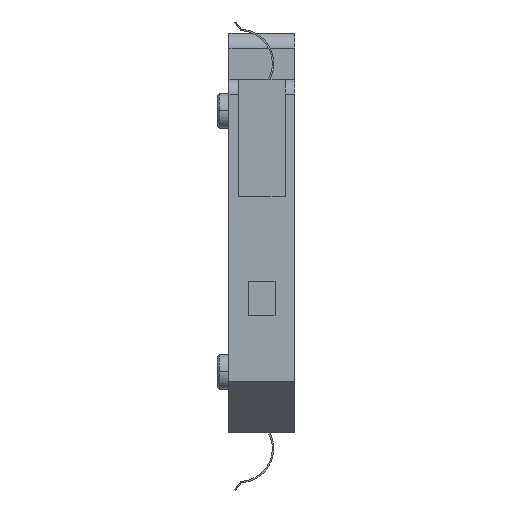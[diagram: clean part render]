
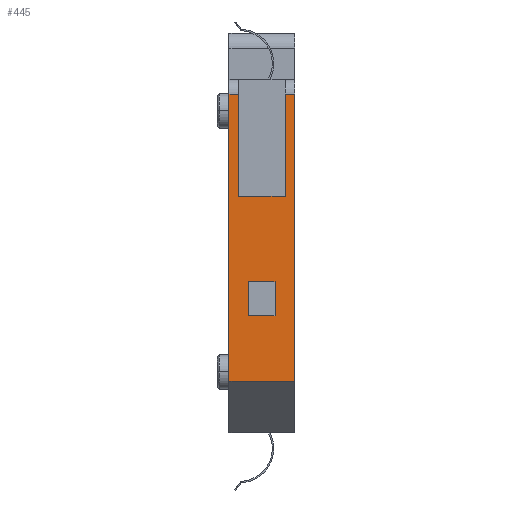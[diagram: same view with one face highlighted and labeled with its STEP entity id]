
A CAD part, front view. The second image highlights one B-rep face of the part: STEP entity #445.
In plain terms, the highlighted planar face has unit normal (0, -1, 0).
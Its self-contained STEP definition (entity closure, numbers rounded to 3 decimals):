
#445=ADVANCED_FACE('',(#1173,#1174),#1175,.T.);
#1173=FACE_BOUND('',#2171,.T.);
#1174=FACE_OUTER_BOUND('',#2172,.T.);
#1175=PLANE('',#2173);
#2171=EDGE_LOOP('',(#3638,#3639,#3640,#3641));
#2172=EDGE_LOOP('',(#3642,#3643,#3644,#3645,#3646,#3647,#3648,#3649));
#2173=AXIS2_PLACEMENT_3D('',#3650,#3651,#3652);
#3638=ORIENTED_EDGE('',*,*,#6575,.F.);
#3639=ORIENTED_EDGE('',*,*,#6644,.F.);
#3640=ORIENTED_EDGE('',*,*,#6645,.T.);
#3641=ORIENTED_EDGE('',*,*,#6634,.T.);
#3642=ORIENTED_EDGE('',*,*,#6516,.F.);
#3643=ORIENTED_EDGE('',*,*,#6646,.T.);
#3644=ORIENTED_EDGE('',*,*,#6479,.F.);
#3645=ORIENTED_EDGE('',*,*,#6647,.T.);
#3646=ORIENTED_EDGE('',*,*,#6539,.T.);
#3647=ORIENTED_EDGE('',*,*,#6584,.F.);
#3648=ORIENTED_EDGE('',*,*,#6648,.T.);
#3649=ORIENTED_EDGE('',*,*,#6649,.F.);
#3650=CARTESIAN_POINT('',(6.11,0.0,56.275));
#3651=DIRECTION('',(0.,-1.0,0.0));
#3652=DIRECTION('',(0.0,0.0,1.0));
#6479=EDGE_CURVE('',#7838,#7840,#7841,.T.);
#6516=EDGE_CURVE('',#7906,#7908,#7909,.T.);
#6539=EDGE_CURVE('',#7947,#7948,#7949,.T.);
#6575=EDGE_CURVE('',#8000,#8002,#8003,.T.);
#6584=EDGE_CURVE('',#8014,#7948,#8016,.T.);
#6634=EDGE_CURVE('',#8074,#8002,#8078,.T.);
#6644=EDGE_CURVE('',#8092,#8000,#8093,.T.);
#6645=EDGE_CURVE('',#8092,#8074,#8094,.T.);
#6646=EDGE_CURVE('',#7906,#7840,#8095,.T.);
#6647=EDGE_CURVE('',#7838,#7947,#8096,.T.);
#6648=EDGE_CURVE('',#8014,#8097,#8098,.T.);
#6649=EDGE_CURVE('',#7908,#8097,#8099,.T.);
#7838=VERTEX_POINT('',#10142);
#7840=VERTEX_POINT('',#10144);
#7841=LINE('',#10145,#10146);
#7906=VERTEX_POINT('',#10238);
#7908=VERTEX_POINT('',#10241);
#7909=LINE('',#10242,#10243);
#7947=VERTEX_POINT('',#10293);
#7948=VERTEX_POINT('',#10294);
#7949=LINE('',#10295,#10296);
#8000=VERTEX_POINT('',#10366);
#8002=VERTEX_POINT('',#10369);
#8003=LINE('',#10370,#10371);
#8014=VERTEX_POINT('',#10386);
#8016=LINE('',#10389,#10390);
#8074=VERTEX_POINT('',#10478);
#8078=LINE('',#10484,#10485);
#8092=VERTEX_POINT('',#10505);
#8093=LINE('',#10506,#10507);
#8094=LINE('',#10508,#10509);
#8095=LINE('',#10510,#10511);
#8096=LINE('',#10512,#10513);
#8097=VERTEX_POINT('',#10514);
#8098=LINE('',#10515,#10516);
#8099=LINE('',#10517,#10518);
#10142=CARTESIAN_POINT('',(10.61,0.0,54.275));
#10144=CARTESIAN_POINT('',(10.61,0.0,14.875));
#10145=CARTESIAN_POINT('',(10.61,0.0,54.275));
#10146=VECTOR('',#12758,1.0);
#10238=CARTESIAN_POINT('',(1.6,0.0,14.875));
#10241=CARTESIAN_POINT('',(1.6,0.0,54.275));
#10242=CARTESIAN_POINT('',(1.6,0.0,14.875));
#10243=VECTOR('',#12805,1.0);
#10293=CARTESIAN_POINT('',(9.31,0.0,54.275));
#10294=CARTESIAN_POINT('',(9.31,0.0,40.275));
#10295=CARTESIAN_POINT('',(9.31,0.0,54.275));
#10296=VECTOR('',#12836,1.0);
#10366=CARTESIAN_POINT('',(4.3,0.0,23.875));
#10369=CARTESIAN_POINT('',(7.91,0.0,23.875));
#10370=CARTESIAN_POINT('',(6.11,0.0,23.875));
#10371=VECTOR('',#12878,1.0);
#10386=CARTESIAN_POINT('',(2.9,0.0,40.275));
#10389=CARTESIAN_POINT('',(6.11,0.0,40.275));
#10390=VECTOR('',#12887,1.0);
#10478=CARTESIAN_POINT('',(7.91,0.0,28.575));
#10484=CARTESIAN_POINT('',(7.91,0.0,56.275));
#10485=VECTOR('',#12926,1.0);
#10505=CARTESIAN_POINT('',(4.3,0.0,28.575));
#10506=CARTESIAN_POINT('',(4.3,0.0,14.875));
#10507=VECTOR('',#12933,1.0);
#10508=CARTESIAN_POINT('',(6.11,0.0,28.575));
#10509=VECTOR('',#12934,1.0);
#10510=CARTESIAN_POINT('',(6.11,0.0,14.875));
#10511=VECTOR('',#12935,1.0);
#10512=CARTESIAN_POINT('',(10.61,0.0,54.275));
#10513=VECTOR('',#12936,1.0);
#10514=CARTESIAN_POINT('',(2.9,0.0,54.275));
#10515=CARTESIAN_POINT('',(2.9,0.0,40.275));
#10516=VECTOR('',#12937,1.0);
#10517=CARTESIAN_POINT('',(1.6,0.0,54.275));
#10518=VECTOR('',#12938,1.0);
#12758=DIRECTION('',(0.,0.,-1.0));
#12805=DIRECTION('',(0.,0.,1.0));
#12836=DIRECTION('',(0.,0.,-1.0));
#12878=DIRECTION('',(1.0,0.,0.));
#12887=DIRECTION('',(1.0,0.,0.));
#12926=DIRECTION('',(0.,0.,-1.0));
#12933=DIRECTION('',(0.,0.,-1.0));
#12934=DIRECTION('',(1.0,0.,0.));
#12935=DIRECTION('',(1.0,0.,0.));
#12936=DIRECTION('',(-1.0,0.,0.));
#12937=DIRECTION('',(0.,0.,1.0));
#12938=DIRECTION('',(1.0,0.,0.));
